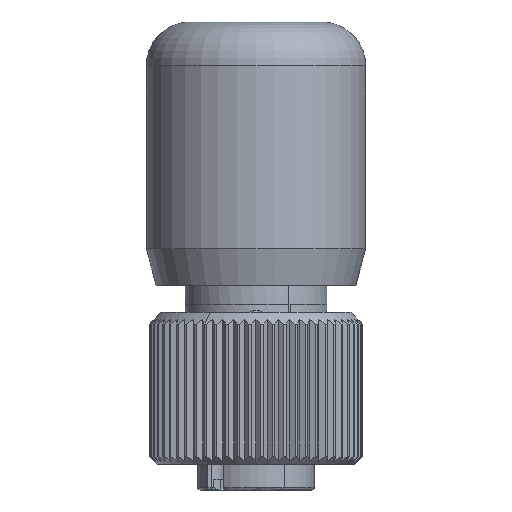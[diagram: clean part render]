
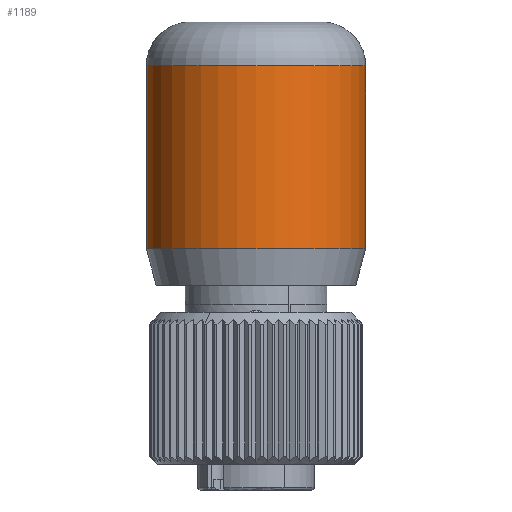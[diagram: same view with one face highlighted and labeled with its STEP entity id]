
A CAD part, front view. The second image highlights one B-rep face of the part: STEP entity #1189.
In plain terms, the highlighted cylindrical face has radius 7.5 mm (diameter 15 mm), a partial arc.
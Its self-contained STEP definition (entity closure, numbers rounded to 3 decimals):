
#661=AXIS2_PLACEMENT_3D('Cylinder Axis2P3D',#658,#659,#660) ;
#1175=AXIS2_PLACEMENT_3D('Circle Axis2P3D',#1173,#1174,$) ;
#1180=AXIS2_PLACEMENT_3D('Circle Axis2P3D',#1178,#1179,$) ;
#658=CARTESIAN_POINT('Axis2P3D Location',(7.5,7.5,24.5)) ;
#667=CARTESIAN_POINT('Vertex',(15.,7.5,29.)) ;
#672=CARTESIAN_POINT('Line Origine',(15.,7.5,24.5)) ;
#676=CARTESIAN_POINT('Vertex',(15.,7.5,16.5)) ;
#683=CARTESIAN_POINT('Vertex',(0.,7.5,16.5)) ;
#686=CARTESIAN_POINT('Line Origine',(0.,7.5,24.5)) ;
#690=CARTESIAN_POINT('Vertex',(0.,7.5,29.)) ;
#1173=CARTESIAN_POINT('Axis2P3D Location',(7.5,7.5,29.)) ;
#1178=CARTESIAN_POINT('Axis2P3D Location',(7.5,7.5,16.5)) ;
#659=DIRECTION('Axis2P3D Direction',(0.,0.,1.)) ;
#660=DIRECTION('Axis2P3D XDirection',(1.,0.,0.)) ;
#673=DIRECTION('Vector Direction',(0.,0.,1.)) ;
#687=DIRECTION('Vector Direction',(0.,0.,1.)) ;
#1174=DIRECTION('Axis2P3D Direction',(0.,0.,1.)) ;
#1179=DIRECTION('Axis2P3D Direction',(0.,0.,1.)) ;
#674=VECTOR('Line Direction',#673,1.) ;
#688=VECTOR('Line Direction',#687,1.) ;
#1184=ORIENTED_EDGE('',*,*,#678,.T.) ;
#1185=ORIENTED_EDGE('',*,*,#1177,.F.) ;
#1186=ORIENTED_EDGE('',*,*,#692,.F.) ;
#1187=ORIENTED_EDGE('',*,*,#1182,.T.) ;
#1189=ADVANCED_FACE('Hauptk\X2\00F6\X0\rper',(#1188),#662,.T.) ;
#1176=CIRCLE('generated circle',#1175,7.5) ;
#1181=CIRCLE('generated circle',#1180,7.5) ;
#662=CYLINDRICAL_SURFACE('generated cylinder',#661,7.5) ;
#678=EDGE_CURVE('',#677,#668,#675,.T.) ;
#692=EDGE_CURVE('',#684,#691,#689,.T.) ;
#1177=EDGE_CURVE('',#691,#668,#1176,.T.) ;
#1182=EDGE_CURVE('',#684,#677,#1181,.T.) ;
#1183=EDGE_LOOP('',(#1184,#1185,#1186,#1187)) ;
#1188=FACE_OUTER_BOUND('',#1183,.T.) ;
#675=LINE('Line',#672,#674) ;
#689=LINE('Line',#686,#688) ;
#668=VERTEX_POINT('',#667) ;
#677=VERTEX_POINT('',#676) ;
#684=VERTEX_POINT('',#683) ;
#691=VERTEX_POINT('',#690) ;
